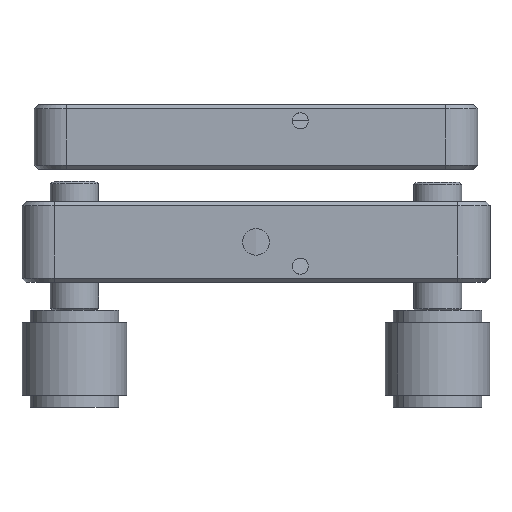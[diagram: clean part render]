
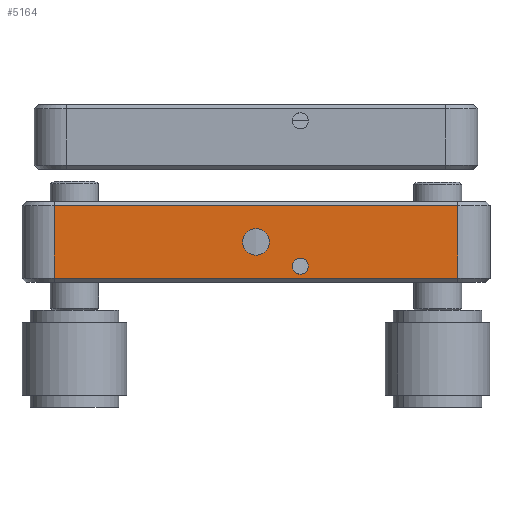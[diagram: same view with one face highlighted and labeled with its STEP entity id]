
A CAD part, front view. The second image highlights one B-rep face of the part: STEP entity #5164.
In plain terms, the highlighted planar face has unit normal (0, -1, 0).
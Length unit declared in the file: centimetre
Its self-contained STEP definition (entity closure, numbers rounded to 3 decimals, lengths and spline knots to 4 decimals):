
#52 = VECTOR ( 'NONE', #7126, 100. ) ;
#55 = VECTOR ( 'NONE', #6266, 100. ) ;
#67 = VECTOR ( 'NONE', #3770, 100. ) ;
#176 = AXIS2_PLACEMENT_3D ( 'NONE', #6731, #6676, #6854 ) ;
#798 = AXIS2_PLACEMENT_3D ( 'NONE', #3872, #3815, #4007 ) ;
#847 = AXIS2_PLACEMENT_3D ( 'NONE', #3575, #4023, #3861 ) ;
#938 = AXIS2_PLACEMENT_3D ( 'NONE', #6762, #6797, #6800 ) ;
#990 = VECTOR ( 'NONE', #7254, 100. ) ;
#1624 = CARTESIAN_POINT ( 'NONE',  ( 3.1161, -2.2995, -0.45 ) ) ;
#1702 = CARTESIAN_POINT ( 'NONE',  ( 1.1661, -2.2995, -0.4 ) ) ;
#1705 = CARTESIAN_POINT ( 'NONE',  ( 0.6161, -2.2995, 0.165 ) ) ;
#1941 = CARTESIAN_POINT ( 'NONE',  ( 1.1661, -2.2995, -0.2 ) ) ;
#1981 = EDGE_LOOP ( 'NONE', ( #4861, #4443 ) ) ;
#1982 = EDGE_LOOP ( 'NONE', ( #4976, #4748, #4786, #4327 ) ) ;
#1988 = EDGE_LOOP ( 'NONE', ( #5117, #4753 ) ) ;
#2265 = CARTESIAN_POINT ( 'NONE',  ( -1.8839, -2.2995, -0.45 ) ) ;
#2300 = CARTESIAN_POINT ( 'NONE',  ( -1.8839, -2.2995, 0.45 ) ) ;
#2413 = FACE_OUTER_BOUND ( 'NONE', #1982, .T. ) ;
#2564 = FACE_BOUND ( 'NONE', #1988, .T. ) ;
#2612 = FACE_BOUND ( 'NONE', #1981, .T. ) ;
#2649 = AXIS2_PLACEMENT_3D ( 'NONE', #9726, #9723, #9741 ) ;
#3448 = CARTESIAN_POINT ( 'NONE',  ( 3.1161, -2.2995, 0.5 ) ) ;
#3533 = LINE ( 'NONE', #3448, #67 ) ;
#3575 = CARTESIAN_POINT ( 'NONE',  ( 0.6161, -2.2995, 0. ) ) ;
#3770 = DIRECTION ( 'NONE',  ( 0., 0., 1. ) ) ;
#3815 = DIRECTION ( 'NONE',  ( 0., -1., 0. ) ) ;
#3861 = DIRECTION ( 'NONE',  ( 0., 0., -1. ) ) ;
#3872 = CARTESIAN_POINT ( 'NONE',  ( 1.1661, -2.2995, -0.3 ) ) ;
#4007 = DIRECTION ( 'NONE',  ( 0., 0., -1. ) ) ;
#4023 = DIRECTION ( 'NONE',  ( 0., -1., 0. ) ) ;
#4327 = ORIENTED_EDGE ( 'NONE', *, *, #8689, .T. ) ;
#4374 = VERTEX_POINT ( 'NONE', #1624 ) ;
#4386 = VERTEX_POINT ( 'NONE', #1702 ) ;
#4394 = VERTEX_POINT ( 'NONE', #1705 ) ;
#4443 = ORIENTED_EDGE ( 'NONE', *, *, #8111, .F. ) ;
#4518 = VERTEX_POINT ( 'NONE', #2265 ) ;
#4660 = VERTEX_POINT ( 'NONE', #2300 ) ;
#4682 = VERTEX_POINT ( 'NONE', #1941 ) ;
#4748 = ORIENTED_EDGE ( 'NONE', *, *, #8747, .T. ) ;
#4753 = ORIENTED_EDGE ( 'NONE', *, *, #8110, .F. ) ;
#4786 = ORIENTED_EDGE ( 'NONE', *, *, #8295, .T. ) ;
#4861 = ORIENTED_EDGE ( 'NONE', *, *, #8294, .F. ) ;
#4878 = VERTEX_POINT ( 'NONE', #9123 ) ;
#4922 = VERTEX_POINT ( 'NONE', #9038 ) ;
#4976 = ORIENTED_EDGE ( 'NONE', *, *, #8247, .T. ) ;
#5117 = ORIENTED_EDGE ( 'NONE', *, *, #8487, .F. ) ;
#5164 = ADVANCED_FACE ( 'NONE', ( #2564, #2612, #2413 ), #9728, .F. ) ;
#5330 = CIRCLE ( 'NONE', #798, 0.1 ) ;
#5362 = CIRCLE ( 'NONE', #176, 0.1 ) ;
#5720 = CIRCLE ( 'NONE', #847, 0.165 ) ;
#5741 = CIRCLE ( 'NONE', #938, 0.165 ) ;
#6088 = CARTESIAN_POINT ( 'NONE',  ( -1.8839, -2.2995, 0.5 ) ) ;
#6266 = DIRECTION ( 'NONE',  ( 0., 0., -1. ) ) ;
#6676 = DIRECTION ( 'NONE',  ( 0., -1., 0. ) ) ;
#6731 = CARTESIAN_POINT ( 'NONE',  ( 1.1661, -2.2995, -0.3 ) ) ;
#6762 = CARTESIAN_POINT ( 'NONE',  ( 0.6161, -2.2995, 0. ) ) ;
#6784 = LINE ( 'NONE', #6088, #55 ) ;
#6797 = DIRECTION ( 'NONE',  ( 0., -1., 0. ) ) ;
#6800 = DIRECTION ( 'NONE',  ( 0., 0., -1. ) ) ;
#6854 = DIRECTION ( 'NONE',  ( 0., 0., -1. ) ) ;
#7011 = LINE ( 'NONE', #7407, #52 ) ;
#7126 = DIRECTION ( 'NONE',  ( 1., 0., 0. ) ) ;
#7212 = LINE ( 'NONE', #7507, #990 ) ;
#7254 = DIRECTION ( 'NONE',  ( -1., 0., 0. ) ) ;
#7407 = CARTESIAN_POINT ( 'NONE',  ( -2.2839, -2.2995, -0.45 ) ) ;
#7507 = CARTESIAN_POINT ( 'NONE',  ( -1.8839, -2.2995, 0.45 ) ) ;
#8110 = EDGE_CURVE ( 'NONE', #4394, #4922, #5720, .T. ) ;
#8111 = EDGE_CURVE ( 'NONE', #4682, #4386, #5330, .T. ) ;
#8247 = EDGE_CURVE ( 'NONE', #4374, #4878, #3533, .T. ) ;
#8294 = EDGE_CURVE ( 'NONE', #4386, #4682, #5362, .T. ) ;
#8295 = EDGE_CURVE ( 'NONE', #4660, #4518, #6784, .T. ) ;
#8487 = EDGE_CURVE ( 'NONE', #4922, #4394, #5741, .T. ) ;
#8689 = EDGE_CURVE ( 'NONE', #4518, #4374, #7011, .T. ) ;
#8747 = EDGE_CURVE ( 'NONE', #4878, #4660, #7212, .T. ) ;
#9038 = CARTESIAN_POINT ( 'NONE',  ( 0.6161, -2.2995, -0.165 ) ) ;
#9123 = CARTESIAN_POINT ( 'NONE',  ( 3.1161, -2.2995, 0.45 ) ) ;
#9723 = DIRECTION ( 'NONE',  ( 0., 1., 0. ) ) ;
#9726 = CARTESIAN_POINT ( 'NONE',  ( -2.2839, -2.2995, 0.5 ) ) ;
#9728 = PLANE ( 'NONE',  #2649 ) ;
#9741 = DIRECTION ( 'NONE',  ( 0., 0., 1. ) ) ;
